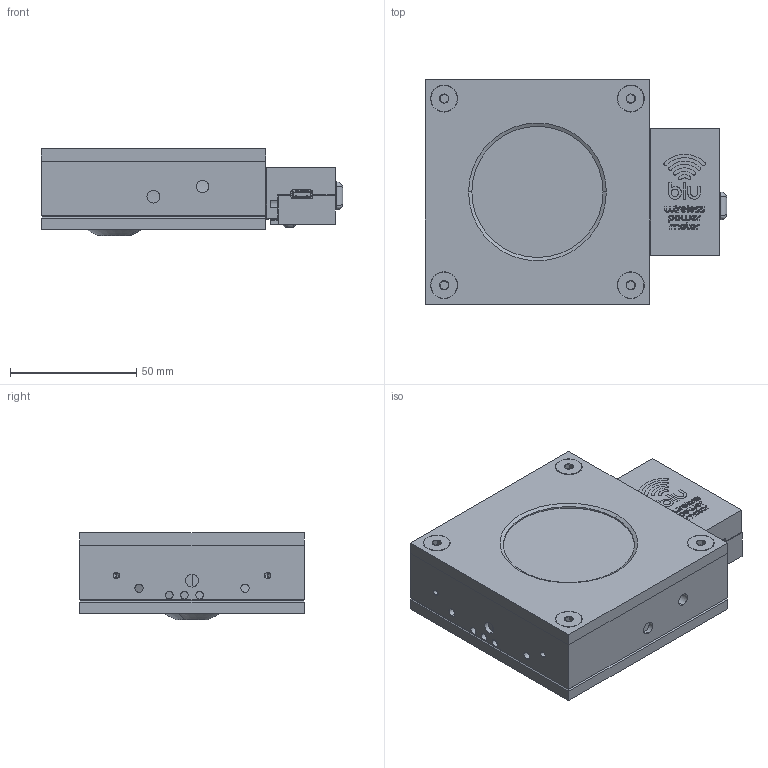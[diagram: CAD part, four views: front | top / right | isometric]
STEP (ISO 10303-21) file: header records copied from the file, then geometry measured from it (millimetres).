
FILE_DESCRIPTION (( 'STEP AP214' ), '1' );
FILE_NAME ('SK-9986 UP52N-50S-QED-BLU-D0.STEP', '2019-06-19T20:50:51', ( '' ), ( '' ), 'SwSTEP 2.0', 'SolidWorks 2018', '' );
FILE_SCHEMA (( 'AUTOMOTIVE_DESIGN' ));
Length unit declared in the file: millimetre
Products named in the file (1): SK-9986 UP52N-50S-QED-BLU-D0
Bounding box: 119.57 x 89 x 34.66 mm (x, y, z)
Volume: 275115.1 mm3; surface area: 67677.8 mm2
Topology: 19 solids, 28 shells, 2134 faces, 5795 edges, 3793 vertices
Faces by surface type: plane 914, cylinder 611, bspline 469, cone 117, torus 18, sphere 5
Entity records: 185013 total; most frequent: CARTESIAN_POINT 112865, ORIENTED_EDGE 11564, DIRECTION 7882, EDGE_CURVE 5782, VERTEX_POINT 3793, VECTOR 3220, LINE 3220, AXIS2_PLACEMENT_3D 2331
